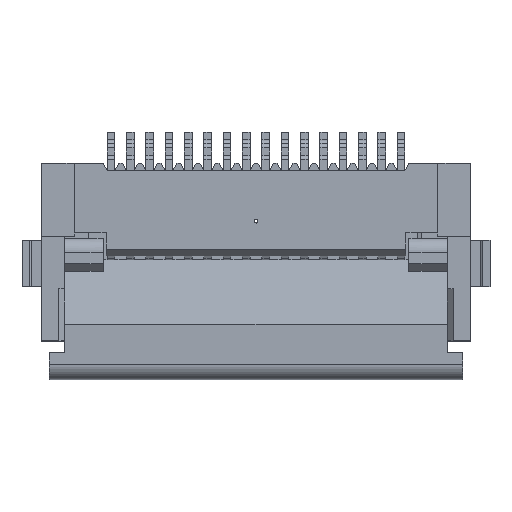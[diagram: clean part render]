
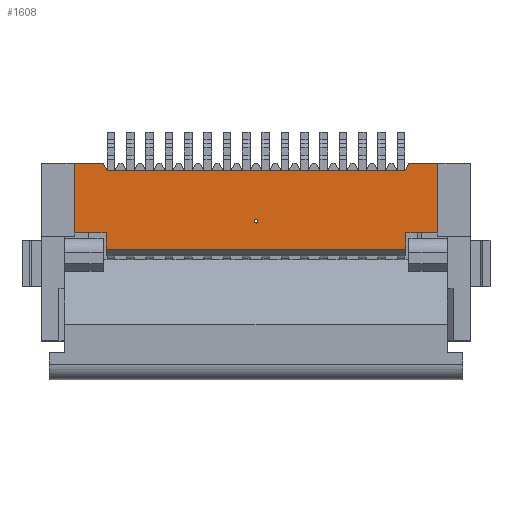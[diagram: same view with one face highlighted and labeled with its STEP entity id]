
A CAD part, top view. The second image highlights one B-rep face of the part: STEP entity #1608.
In plain terms, the highlighted planar face has unit normal (0, 0, 1).
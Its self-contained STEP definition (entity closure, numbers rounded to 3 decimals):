
#1608 = ADVANCED_FACE( '', ( #3411, #3412 ), #3413, .T. );
#3411 = FACE_OUTER_BOUND( '', #5403, .T. );
#3412 = FACE_BOUND( '', #5404, .T. );
#3413 = PLANE( '', #5405 );
#5403 = EDGE_LOOP( '', ( #10566, #10567, #10568, #10569, #10570, #10571, #10572, #10573, #10574, #10575, #10576, #10577, #10578 ) );
#5404 = EDGE_LOOP( '', ( #10579 ) );
#5405 = AXIS2_PLACEMENT_3D( '', #10580, #10581, #10582 );
#10566 = ORIENTED_EDGE( '', *, *, #14688, .F. );
#10567 = ORIENTED_EDGE( '', *, *, #14689, .F. );
#10568 = ORIENTED_EDGE( '', *, *, #13031, .T. );
#10569 = ORIENTED_EDGE( '', *, *, #13831, .T. );
#10570 = ORIENTED_EDGE( '', *, *, #13229, .F. );
#10571 = ORIENTED_EDGE( '', *, *, #14690, .T. );
#10572 = ORIENTED_EDGE( '', *, *, #14311, .T. );
#10573 = ORIENTED_EDGE( '', *, *, #14671, .F. );
#10574 = ORIENTED_EDGE( '', *, *, #12875, .F. );
#10575 = ORIENTED_EDGE( '', *, *, #14071, .T. );
#10576 = ORIENTED_EDGE( '', *, *, #13542, .T. );
#10577 = ORIENTED_EDGE( '', *, *, #14691, .T. );
#10578 = ORIENTED_EDGE( '', *, *, #14444, .F. );
#10579 = ORIENTED_EDGE( '', *, *, #14427, .T. );
#10580 = CARTESIAN_POINT( '', ( -4.421, 0.927, 2.1 ) );
#10581 = DIRECTION( '', ( 0., 0., 1. ) );
#10582 = DIRECTION( '', ( 0., -1., 0. ) );
#12875 = EDGE_CURVE( '', #15777, #15778, #15779, .T. );
#13031 = EDGE_CURVE( '', #16052, #16050, #16053, .T. );
#13229 = EDGE_CURVE( '', #16382, #16385, #16386, .T. );
#13542 = EDGE_CURVE( '', #16823, #16894, #16896, .T. );
#13831 = EDGE_CURVE( '', #16050, #16385, #17347, .T. );
#14071 = EDGE_CURVE( '', #15777, #16823, #17690, .T. );
#14311 = EDGE_CURVE( '', #18023, #18021, #18024, .T. );
#14427 = EDGE_CURVE( '', #18168, #18168, #18169, .T. );
#14444 = EDGE_CURVE( '', #18188, #18190, #18191, .T. );
#14671 = EDGE_CURVE( '', #15778, #18021, #18468, .T. );
#14688 = EDGE_CURVE( '', #18488, #18188, #18489, .T. );
#14689 = EDGE_CURVE( '', #16052, #18488, #18490, .T. );
#14690 = EDGE_CURVE( '', #16382, #18023, #18491, .T. );
#14691 = EDGE_CURVE( '', #16894, #18190, #18492, .T. );
#15777 = VERTEX_POINT( '', #19905 );
#15778 = VERTEX_POINT( '', #19906 );
#15779 = LINE( '', #19907, #19908 );
#16050 = VERTEX_POINT( '', #20290 );
#16052 = VERTEX_POINT( '', #20293 );
#16053 = LINE( '', #20294, #20295 );
#16382 = VERTEX_POINT( '', #20765 );
#16385 = VERTEX_POINT( '', #20769 );
#16386 = LINE( '', #20770, #20771 );
#16823 = VERTEX_POINT( '', #21397 );
#16894 = VERTEX_POINT( '', #21511 );
#16896 = LINE( '', #21514, #21515 );
#17347 = LINE( '', #22166, #22167 );
#17690 = LINE( '', #22688, #22689 );
#18021 = VERTEX_POINT( '', #23163 );
#18023 = VERTEX_POINT( '', #23166 );
#18024 = LINE( '', #23167, #23168 );
#18168 = VERTEX_POINT( '', #23392 );
#18169 = CIRCLE( '', #23393, 0.05 );
#18188 = VERTEX_POINT( '', #23420 );
#18190 = VERTEX_POINT( '', #23423 );
#18191 = LINE( '', #23424, #23425 );
#18468 = LINE( '', #23834, #23835 );
#18488 = VERTEX_POINT( '', #23865 );
#18489 = LINE( '', #23866, #23867 );
#18490 = LINE( '', #23868, #23869 );
#18491 = LINE( '', #23870, #23871 );
#18492 = LINE( '', #23872, #23873 );
#19905 = CARTESIAN_POINT( '', ( 3.85, 1.305, 2.1 ) );
#19906 = CARTESIAN_POINT( '', ( 3.95, 1.5, 2.1 ) );
#19907 = CARTESIAN_POINT( '', ( 3.848, 1.3, 2.1 ) );
#19908 = VECTOR( '', #24795, 1000. );
#20290 = CARTESIAN_POINT( '', ( -3.875, -0.727, 2.1 ) );
#20293 = CARTESIAN_POINT( '', ( -3.875, -0.3, 2.1 ) );
#20294 = CARTESIAN_POINT( '', ( -3.875, -3.1, 2.1 ) );
#20295 = VECTOR( '', #24950, 1000. );
#20765 = CARTESIAN_POINT( '', ( 3.875, -0.3, 2.1 ) );
#20769 = CARTESIAN_POINT( '', ( 3.875, -0.727, 2.1 ) );
#20770 = CARTESIAN_POINT( '', ( 3.875, -3.1, 2.1 ) );
#20771 = VECTOR( '', #25153, 1000. );
#21397 = CARTESIAN_POINT( '', ( 3.85, 1.3, 2.1 ) );
#21511 = CARTESIAN_POINT( '', ( -3.848, 1.3, 2.1 ) );
#21514 = CARTESIAN_POINT( '', ( 15.348, 1.3, 2.1 ) );
#21515 = VECTOR( '', #25468, 1000. );
#22166 = CARTESIAN_POINT( '', ( 4.348, -0.727, 2.1 ) );
#22167 = VECTOR( '', #25759, 1000. );
#22688 = CARTESIAN_POINT( '', ( 3.85, -3.1, 2.1 ) );
#22689 = VECTOR( '', #25992, 1000. );
#23163 = CARTESIAN_POINT( '', ( 4.7, 1.5, 2.1 ) );
#23166 = CARTESIAN_POINT( '', ( 4.7, -0.3, 2.1 ) );
#23167 = CARTESIAN_POINT( '', ( 4.7, -3.1, 2.1 ) );
#23168 = VECTOR( '', #26224, 1000. );
#23392 = CARTESIAN_POINT( '', ( 0.05, 0., 2.1 ) );
#23393 = AXIS2_PLACEMENT_3D( '', #26329, #26330, #26331 );
#23420 = CARTESIAN_POINT( '', ( -4.7, 1.5, 2.1 ) );
#23423 = CARTESIAN_POINT( '', ( -3.95, 1.5, 2.1 ) );
#23424 = CARTESIAN_POINT( '', ( -5.398, 1.5, 2.1 ) );
#23425 = VECTOR( '', #26344, 1000. );
#23834 = CARTESIAN_POINT( '', ( -23.2, 1.5, 2.1 ) );
#23835 = VECTOR( '', #26531, 1000. );
#23865 = CARTESIAN_POINT( '', ( -4.7, -0.3, 2.1 ) );
#23866 = CARTESIAN_POINT( '', ( -4.7, -3.1, 2.1 ) );
#23867 = VECTOR( '', #26542, 1000. );
#23868 = CARTESIAN_POINT( '', ( -5.5, -0.3, 2.1 ) );
#23869 = VECTOR( '', #26543, 1000. );
#23870 = CARTESIAN_POINT( '', ( 5.5, -0.3, 2.1 ) );
#23871 = VECTOR( '', #26544, 1000. );
#23872 = CARTESIAN_POINT( '', ( -3.848, 1.3, 2.1 ) );
#23873 = VECTOR( '', #26545, 1000. );
#24795 = DIRECTION( '', ( 0.456, 0.89, 0. ) );
#24950 = DIRECTION( '', ( 0., -1., 0. ) );
#25153 = DIRECTION( '', ( 0., -1., 0. ) );
#25468 = DIRECTION( '', ( -1., 0., 0. ) );
#25759 = DIRECTION( '', ( 1., 0., 0. ) );
#25992 = DIRECTION( '', ( 0., -1., 0. ) );
#26224 = DIRECTION( '', ( 0., 1., 0. ) );
#26329 = CARTESIAN_POINT( '', ( 0., 0., 2.1 ) );
#26330 = DIRECTION( '', ( 0., 0., -1. ) );
#26331 = DIRECTION( '', ( 1., 0., 0. ) );
#26344 = DIRECTION( '', ( 1., 0., 0. ) );
#26531 = DIRECTION( '', ( 1., 0., 0. ) );
#26542 = DIRECTION( '', ( 0., 1., 0. ) );
#26543 = DIRECTION( '', ( -1., 0., 0. ) );
#26544 = DIRECTION( '', ( 1., 0., 0. ) );
#26545 = DIRECTION( '', ( -0.456, 0.89, 0. ) );
